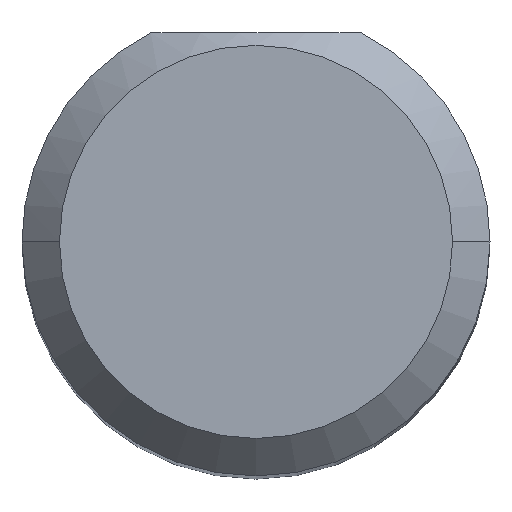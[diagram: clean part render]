
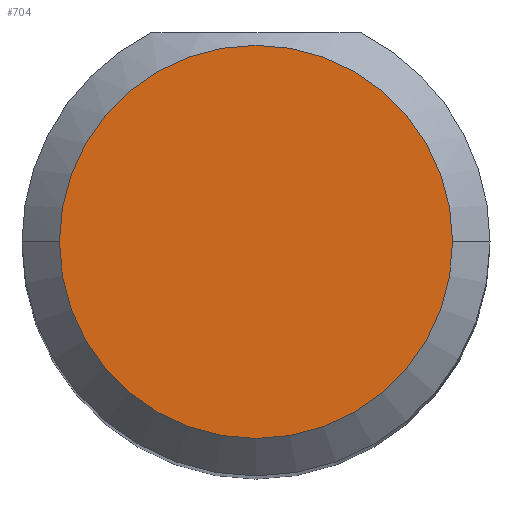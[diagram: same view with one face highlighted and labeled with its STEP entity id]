
A CAD part, top view. The second image highlights one B-rep face of the part: STEP entity #704.
In plain terms, the highlighted planar face has unit normal (0, 0, 1).
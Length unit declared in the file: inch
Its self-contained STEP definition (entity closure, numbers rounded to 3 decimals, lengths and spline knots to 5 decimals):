
#27 = FACE_OUTER_BOUND ( 'NONE', #237, .T. ) ;
#73 = EDGE_CURVE ( 'NONE', #688, #507, #934, .T. ) ;
#166 = AXIS2_PLACEMENT_3D ( 'NONE', #1031, #261, #608 ) ;
#182 = AXIS2_PLACEMENT_3D ( 'NONE', #645, #497, #1008 ) ;
#237 = EDGE_LOOP ( 'NONE', ( #727, #360 ) ) ;
#261 = DIRECTION ( 'NONE',  ( 0., 0., 1. ) ) ;
#275 = CARTESIAN_POINT ( 'NONE',  ( 0., 0., 2. ) ) ;
#288 = CIRCLE ( 'NONE', #182, 0.07875 ) ;
#317 = CARTESIAN_POINT ( 'NONE',  ( -0.07875, 0., 2. ) ) ;
#328 = AXIS2_PLACEMENT_3D ( 'NONE', #275, #361, #1034 ) ;
#356 = PLANE ( 'NONE',  #328 ) ;
#360 = ORIENTED_EDGE ( 'NONE', *, *, #73, .T. ) ;
#361 = DIRECTION ( 'NONE',  ( 0., 0., 1. ) ) ;
#497 = DIRECTION ( 'NONE',  ( 0., 0., 1. ) ) ;
#507 = VERTEX_POINT ( 'NONE', #317 ) ;
#566 = EDGE_CURVE ( 'NONE', #507, #688, #288, .T. ) ;
#608 = DIRECTION ( 'NONE',  ( 1., 0., 0. ) ) ;
#645 = CARTESIAN_POINT ( 'NONE',  ( 0., 0., 2. ) ) ;
#688 = VERTEX_POINT ( 'NONE', #871 ) ;
#704 = ADVANCED_FACE ( 'NONE', ( #27 ), #356, .T. ) ;
#727 = ORIENTED_EDGE ( 'NONE', *, *, #566, .T. ) ;
#871 = CARTESIAN_POINT ( 'NONE',  ( 0.07875, 0., 2. ) ) ;
#934 = CIRCLE ( 'NONE', #166, 0.07875 ) ;
#1008 = DIRECTION ( 'NONE',  ( 1., 0., 0. ) ) ;
#1031 = CARTESIAN_POINT ( 'NONE',  ( 0., 0., 2. ) ) ;
#1034 = DIRECTION ( 'NONE',  ( 1., 0., 0. ) ) ;
